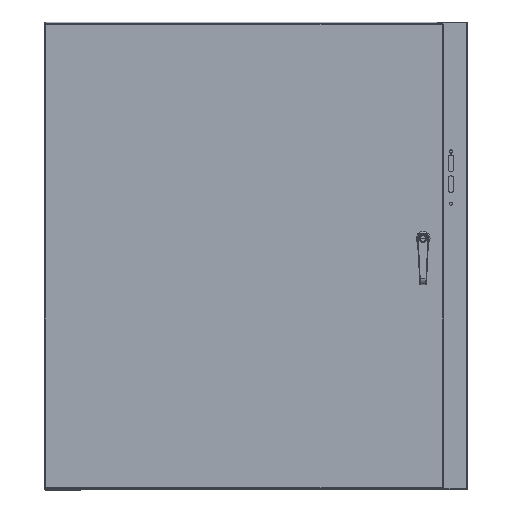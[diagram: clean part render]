
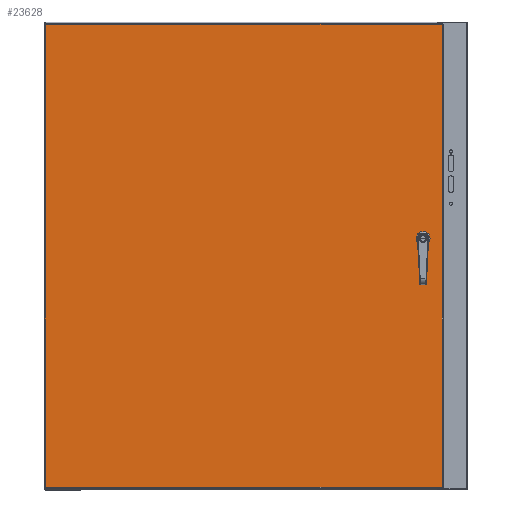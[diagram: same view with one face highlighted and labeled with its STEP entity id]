
A CAD part, top view. The second image highlights one B-rep face of the part: STEP entity #23628.
In plain terms, the highlighted face is planar.
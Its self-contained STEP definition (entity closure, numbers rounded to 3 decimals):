
#921=LINE('',#35048,#2736);
#925=LINE('',#35060,#2740);
#929=LINE('',#35072,#2744);
#933=LINE('',#35082,#2748);
#934=LINE('',#35093,#2749);
#942=LINE('',#35179,#2757);
#957=LINE('',#35279,#2772);
#972=LINE('',#35378,#2787);
#2736=VECTOR('',#27910,0.425);
#2740=VECTOR('',#27922,0.425);
#2744=VECTOR('',#27934,0.425);
#2748=VECTOR('',#27946,0.425);
#2749=VECTOR('',#27949,41.571);
#2757=VECTOR('',#27965,35.633);
#2772=VECTOR('',#27994,41.571);
#2787=VECTOR('',#28023,35.633);
#5134=PLANE('',#25185);
#6296=FACE_BOUND('',#8245,.T.);
#6735=FACE_OUTER_BOUND('',#8244,.T.);
#8244=EDGE_LOOP('',(#17002,#17003,#17004,#17005));
#8245=EDGE_LOOP('',(#17006,#17007,#17008,#17009,#17010,#17011,#17012,#17013));
#10051=CIRCLE('',#25146,0.453);
#10053=CIRCLE('',#25150,0.453);
#10055=CIRCLE('',#25154,0.453);
#10057=CIRCLE('',#25158,0.453);
#11209=VERTEX_POINT('',#35039);
#11210=VERTEX_POINT('',#35041);
#11212=VERTEX_POINT('',#35047);
#11214=VERTEX_POINT('',#35053);
#11216=VERTEX_POINT('',#35059);
#11218=VERTEX_POINT('',#35065);
#11220=VERTEX_POINT('',#35071);
#11222=VERTEX_POINT('',#35077);
#11223=VERTEX_POINT('',#35084);
#11224=VERTEX_POINT('',#35092);
#11230=VERTEX_POINT('',#35171);
#11240=VERTEX_POINT('',#35271);
#13427=EDGE_CURVE('',#11210,#11209,#10051,.T.);
#13430=EDGE_CURVE('',#11212,#11210,#921,.T.);
#13433=EDGE_CURVE('',#11214,#11212,#10053,.T.);
#13436=EDGE_CURVE('',#11216,#11214,#925,.T.);
#13439=EDGE_CURVE('',#11218,#11216,#10055,.T.);
#13442=EDGE_CURVE('',#11220,#11218,#929,.T.);
#13445=EDGE_CURVE('',#11222,#11220,#10057,.T.);
#13448=EDGE_CURVE('',#11209,#11222,#933,.T.);
#13450=EDGE_CURVE('',#11224,#11223,#934,.T.);
#13462=EDGE_CURVE('',#11223,#11230,#942,.T.);
#13481=EDGE_CURVE('',#11230,#11240,#957,.T.);
#13500=EDGE_CURVE('',#11240,#11224,#972,.T.);
#17002=ORIENTED_EDGE('',*,*,#13450,.T.);
#17003=ORIENTED_EDGE('',*,*,#13462,.T.);
#17004=ORIENTED_EDGE('',*,*,#13481,.T.);
#17005=ORIENTED_EDGE('',*,*,#13500,.T.);
#17006=ORIENTED_EDGE('',*,*,#13427,.T.);
#17007=ORIENTED_EDGE('',*,*,#13448,.T.);
#17008=ORIENTED_EDGE('',*,*,#13445,.T.);
#17009=ORIENTED_EDGE('',*,*,#13442,.T.);
#17010=ORIENTED_EDGE('',*,*,#13439,.T.);
#17011=ORIENTED_EDGE('',*,*,#13436,.T.);
#17012=ORIENTED_EDGE('',*,*,#13433,.T.);
#17013=ORIENTED_EDGE('',*,*,#13430,.T.);
#23628=ADVANCED_FACE('',(#6735,#6296),#5134,.F.);
#25146=AXIS2_PLACEMENT_3D('',#35042,#27904,#27905);
#25150=AXIS2_PLACEMENT_3D('',#35054,#27916,#27917);
#25154=AXIS2_PLACEMENT_3D('',#35066,#27928,#27929);
#25158=AXIS2_PLACEMENT_3D('',#35078,#27940,#27941);
#25185=AXIS2_PLACEMENT_3D('',#35464,#28048,#28049);
#27904=DIRECTION('center_axis',(0.,0.,1.));
#27905=DIRECTION('ref_axis',(-0.469,-0.883,0.));
#27910=DIRECTION('',(0.,1.,0.));
#27916=DIRECTION('center_axis',(0.,0.,1.));
#27917=DIRECTION('ref_axis',(-0.883,0.469,0.));
#27922=DIRECTION('',(1.,0.,0.));
#27928=DIRECTION('center_axis',(0.,0.,1.));
#27929=DIRECTION('ref_axis',(0.469,0.883,0.));
#27934=DIRECTION('',(0.,-1.,0.));
#27940=DIRECTION('center_axis',(0.,0.,1.));
#27941=DIRECTION('ref_axis',(0.883,-0.469,0.));
#27946=DIRECTION('',(-1.,0.,0.));
#27949=DIRECTION('',(0.,-1.,0.));
#27965=DIRECTION('',(-1.,0.,0.));
#27994=DIRECTION('',(0.,1.,0.));
#28023=DIRECTION('',(1.,0.,0.));
#28048=DIRECTION('center_axis',(0.,0.,1.));
#28049=DIRECTION('ref_axis',(1.,0.,0.));
#35039=CARTESIAN_POINT('',(2.033,22.825,0.));
#35041=CARTESIAN_POINT('',(2.22,22.638,0.));
#35042=CARTESIAN_POINT('Origin',(1.82,22.425,0.));
#35047=CARTESIAN_POINT('',(2.22,22.212,0.));
#35048=CARTESIAN_POINT('',(2.22,21.756,0.));
#35053=CARTESIAN_POINT('',(2.033,22.025,0.));
#35054=CARTESIAN_POINT('Origin',(1.82,22.425,0.));
#35059=CARTESIAN_POINT('',(1.607,22.025,0.));
#35060=CARTESIAN_POINT('',(9.969,22.025,0.));
#35065=CARTESIAN_POINT('',(1.42,22.212,0.));
#35066=CARTESIAN_POINT('Origin',(1.82,22.425,0.));
#35071=CARTESIAN_POINT('',(1.42,22.638,0.));
#35072=CARTESIAN_POINT('',(1.42,21.544,0.));
#35077=CARTESIAN_POINT('',(1.607,22.825,0.));
#35078=CARTESIAN_POINT('Origin',(1.82,22.425,0.));
#35082=CARTESIAN_POINT('',(9.757,22.825,0.));
#35084=CARTESIAN_POINT('',(35.723,0.09,0.));
#35092=CARTESIAN_POINT('',(35.723,41.66,0.));
#35093=CARTESIAN_POINT('',(35.723,31.268,0.));
#35171=CARTESIAN_POINT('',(0.09,0.09,0.));
#35179=CARTESIAN_POINT('',(26.815,0.09,0.));
#35271=CARTESIAN_POINT('',(0.09,41.66,0.));
#35279=CARTESIAN_POINT('',(0.09,10.482,0.));
#35378=CARTESIAN_POINT('',(8.998,41.66,0.));
#35464=CARTESIAN_POINT('Origin',(17.906,20.875,0.));
